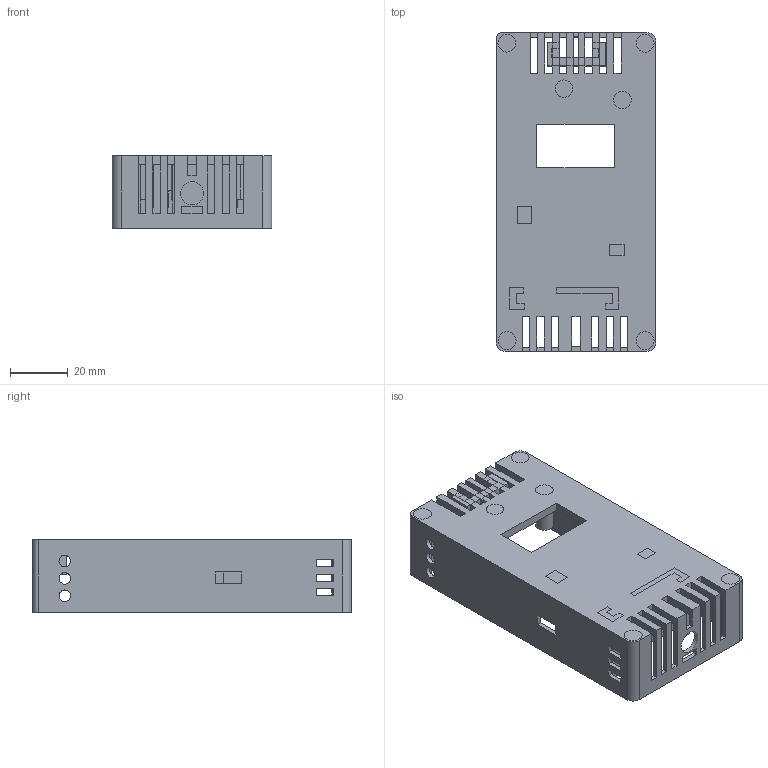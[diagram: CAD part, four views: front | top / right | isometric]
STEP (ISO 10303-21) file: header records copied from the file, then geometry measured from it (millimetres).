
FILE_DESCRIPTION(('FreeCAD Model'),'2;1');
FILE_NAME('main_enc.step','2021-02-08T18:57:25',('Author'),(''), 'Open CASCADE STEP processor 7.3','FreeCAD','Unknown');
FILE_SCHEMA(('AUTOMOTIVE_DESIGN { 1 0 10303 214 1 1 1 1 }'));
Length unit declared in the file: millimetre
Products named in the file (1): Circuit_Encl
Bounding box: 55 x 110 x 25 mm (x, y, z)
Volume: 30706.8 mm3; surface area: 30506.9 mm2
Topology: 1 solids, 1 shells, 252 faces, 779 edges, 516 vertices
Faces by surface type: plane 227, cylinder 25
Full cylindrical faces by diameter (mm): 4 x7, 4.4 x4, 6 x2, 7 x1, 8 x1
Entity records: 8742 total; most frequent: ORIENTED_EDGE 1558, CARTESIAN_POINT 1548, DIRECTION 1375, EDGE_CURVE 779, LINE 689, VECTOR 689, VERTEX_POINT 516, AXIS2_PLACEMENT_3D 343
